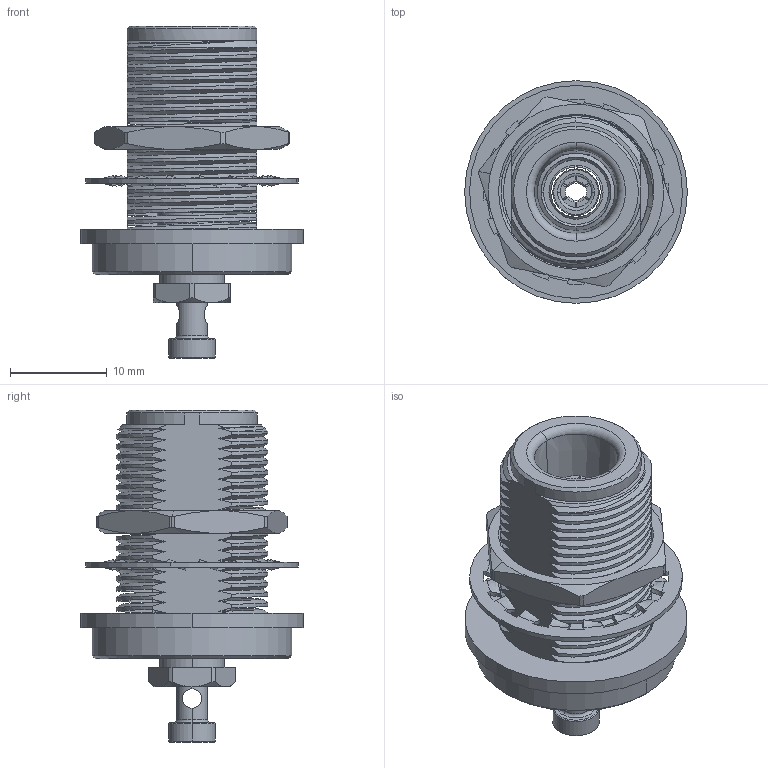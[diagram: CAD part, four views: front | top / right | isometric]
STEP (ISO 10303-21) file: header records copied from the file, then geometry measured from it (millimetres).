
FILE_DESCRIPTION (( 'STEP AP214' ), '1' );
FILE_NAME ('25-267-2-B3-HA.STEP', '2025-02-27T11:05:34', ( '' ), ( '' ), 'SwSTEP 2.0', 'SolidWorks 2024', '' );
FILE_SCHEMA (( 'AUTOMOTIVE_DESIGN' ));
Products named in the file (1): 25-267-2-B3-HA
Bounding box: 23 x 23 x 34.3 mm (x, y, z)
Surface area: 4262.9 mm2 (no closed solid volume)
Topology: 0 solids, 13 shells, 379 faces, 1178 edges, 774 vertices
Faces by surface type: bspline 132, cylinder 112, plane 74, cone 55, torus 6
Entity records: 60267 total; most frequent: CARTESIAN_POINT 51704, ORIENTED_EDGE 2100, DIRECTION 1227, EDGE_CURVE 1178, VERTEX_POINT 774, B_SPLINE_CURVE_WITH_KNOTS 462, AXIS2_PLACEMENT_3D 443, EDGE_LOOP 392
